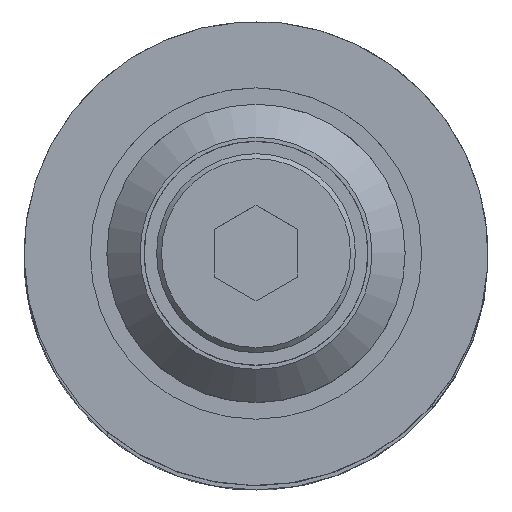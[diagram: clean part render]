
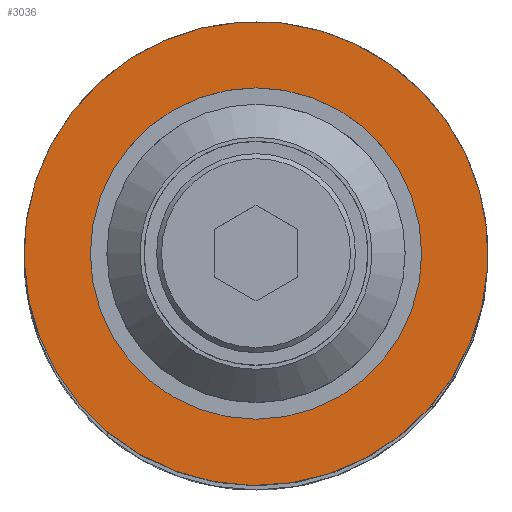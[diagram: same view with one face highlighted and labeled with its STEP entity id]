
A CAD part, top view. The second image highlights one B-rep face of the part: STEP entity #3036.
In plain terms, the highlighted planar face has unit normal (0, 0, 1).
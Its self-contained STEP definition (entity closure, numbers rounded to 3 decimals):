
#779=FACE_BOUND('',#1022,.T.);
#836=FACE_OUTER_BOUND('',#1021,.T.);
#1021=EDGE_LOOP('',(#2061));
#1022=EDGE_LOOP('',(#2062));
#1263=CIRCLE('',#3230,14.);
#1264=CIRCLE('',#3231,10.);
#1355=VERTEX_POINT('',#4475);
#1356=VERTEX_POINT('',#4477);
#1645=EDGE_CURVE('',#1355,#1355,#1263,.T.);
#1646=EDGE_CURVE('',#1356,#1356,#1264,.T.);
#2061=ORIENTED_EDGE('',*,*,#1645,.T.);
#2062=ORIENTED_EDGE('',*,*,#1646,.T.);
#2893=PLANE('',#3229);
#3036=ADVANCED_FACE('',(#836,#779),#2893,.T.);
#3229=AXIS2_PLACEMENT_3D('',#4474,#3543,#3544);
#3230=AXIS2_PLACEMENT_3D('',#4476,#3545,#3546);
#3231=AXIS2_PLACEMENT_3D('',#4478,#3547,#3548);
#3543=DIRECTION('center_axis',(0.,0.,1.));
#3544=DIRECTION('ref_axis',(1.,0.,0.));
#3545=DIRECTION('center_axis',(0.,0.,1.));
#3546=DIRECTION('ref_axis',(-1.,0.,0.));
#3547=DIRECTION('center_axis',(0.,0.,-1.));
#3548=DIRECTION('ref_axis',(-1.,0.,0.));
#4474=CARTESIAN_POINT('Origin',(-16.774,27.808,16.));
#4475=CARTESIAN_POINT('',(13.97,-0.91,16.));
#4476=CARTESIAN_POINT('Origin',(0.,0.,16.));
#4477=CARTESIAN_POINT('',(10.,0.,16.));
#4478=CARTESIAN_POINT('Origin',(0.,0.,
16.));
